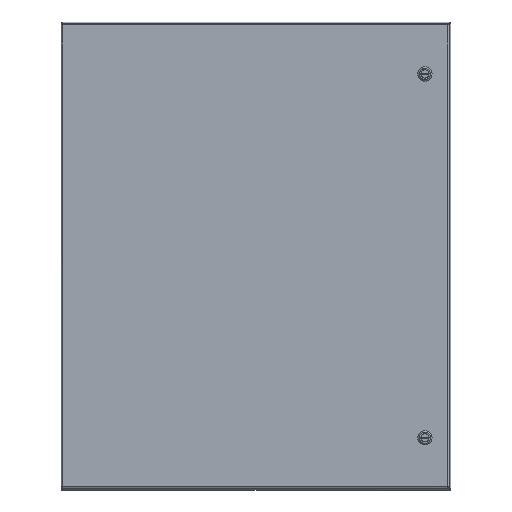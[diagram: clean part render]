
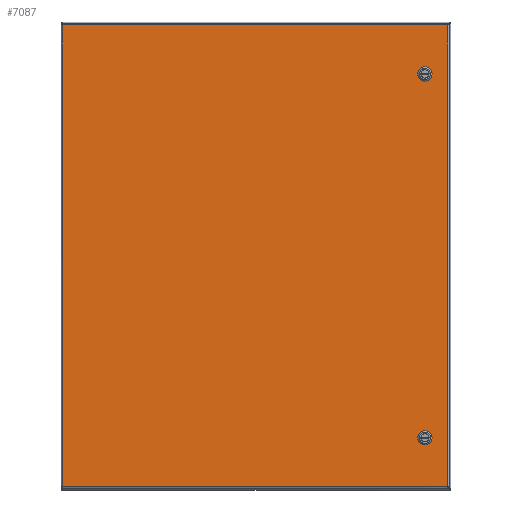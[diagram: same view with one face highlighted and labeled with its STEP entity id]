
A CAD part, top view. The second image highlights one B-rep face of the part: STEP entity #7087.
In plain terms, the highlighted face is planar.
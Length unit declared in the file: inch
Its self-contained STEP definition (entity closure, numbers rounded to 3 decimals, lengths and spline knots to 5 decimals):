
#5012=CARTESIAN_POINT('',(2.08762,4.275,0.0));
#5013=VERTEX_POINT('',#5012);
#5020=CARTESIAN_POINT('',(2.275,4.08762,0.0));
#5021=VERTEX_POINT('',#5020);
#5022=CARTESIAN_POINT('',(1.875,3.875,0.0));
#5023=DIRECTION('',(0.0,0.0,1.0));
#5024=DIRECTION('',(-0.469,-0.883,0.0));
#5025=AXIS2_PLACEMENT_3D('',#5022,#5023,#5024);
#5026=CIRCLE('',#5025,0.453);
#5027=EDGE_CURVE('',#5021,#5013,#5026,.T.);
#5052=CARTESIAN_POINT('',(2.275,3.66238,0.0));
#5053=VERTEX_POINT('',#5052);
#5054=CARTESIAN_POINT('',(2.275,3.66238,0.0));
#5055=DIRECTION('',(0.0,1.0,0.0));
#5056=VECTOR('',#5055,0.42525);
#5057=LINE('',#5054,#5056);
#5058=EDGE_CURVE('',#5053,#5021,#5057,.T.);
#5084=CARTESIAN_POINT('',(2.08762,3.475,0.0));
#5085=VERTEX_POINT('',#5084);
#5086=CARTESIAN_POINT('',(1.875,3.875,0.0));
#5087=DIRECTION('',(0.0,0.0,1.0));
#5088=DIRECTION('',(-0.883,0.469,0.0));
#5089=AXIS2_PLACEMENT_3D('',#5086,#5087,#5088);
#5090=CIRCLE('',#5089,0.453);
#5091=EDGE_CURVE('',#5085,#5053,#5090,.T.);
#5116=CARTESIAN_POINT('',(1.66238,3.475,0.0));
#5117=VERTEX_POINT('',#5116);
#5118=CARTESIAN_POINT('',(1.66238,3.475,0.0));
#5119=DIRECTION('',(1.0,0.0,0.0));
#5120=VECTOR('',#5119,0.42525);
#5121=LINE('',#5118,#5120);
#5122=EDGE_CURVE('',#5117,#5085,#5121,.T.);
#5148=CARTESIAN_POINT('',(1.475,3.66238,0.0));
#5149=VERTEX_POINT('',#5148);
#5150=CARTESIAN_POINT('',(1.875,3.875,0.0));
#5151=DIRECTION('',(0.0,0.0,1.0));
#5152=DIRECTION('',(0.469,0.883,0.0));
#5153=AXIS2_PLACEMENT_3D('',#5150,#5151,#5152);
#5154=CIRCLE('',#5153,0.453);
#5155=EDGE_CURVE('',#5149,#5117,#5154,.T.);
#5180=CARTESIAN_POINT('',(1.475,4.08762,0.0));
#5181=VERTEX_POINT('',#5180);
#5182=CARTESIAN_POINT('',(1.475,4.08762,0.0));
#5183=DIRECTION('',(0.0,-1.0,0.0));
#5184=VECTOR('',#5183,0.42525);
#5185=LINE('',#5182,#5184);
#5186=EDGE_CURVE('',#5181,#5149,#5185,.T.);
#5212=CARTESIAN_POINT('',(1.66238,4.275,0.0));
#5213=VERTEX_POINT('',#5212);
#5214=CARTESIAN_POINT('',(1.875,3.875,0.0));
#5215=DIRECTION('',(0.0,0.0,1.0));
#5216=DIRECTION('',(0.883,-0.469,0.0));
#5217=AXIS2_PLACEMENT_3D('',#5214,#5215,#5216);
#5218=CIRCLE('',#5217,0.453);
#5219=EDGE_CURVE('',#5213,#5181,#5218,.T.);
#5242=CARTESIAN_POINT('',(2.08762,4.275,0.0));
#5243=DIRECTION('',(-1.0,0.0,0.0));
#5244=VECTOR('',#5243,0.42525);
#5245=LINE('',#5242,#5244);
#5246=EDGE_CURVE('',#5013,#5213,#5245,.T.);
#5268=CARTESIAN_POINT('',(2.08762,32.275,0.0));
#5269=VERTEX_POINT('',#5268);
#5276=CARTESIAN_POINT('',(2.275,32.08762,0.0));
#5277=VERTEX_POINT('',#5276);
#5278=CARTESIAN_POINT('',(1.875,31.875,0.0));
#5279=DIRECTION('',(0.0,0.0,1.0));
#5280=DIRECTION('',(-0.469,-0.883,0.0));
#5281=AXIS2_PLACEMENT_3D('',#5278,#5279,#5280);
#5282=CIRCLE('',#5281,0.453);
#5283=EDGE_CURVE('',#5277,#5269,#5282,.T.);
#5308=CARTESIAN_POINT('',(2.275,31.66238,0.0));
#5309=VERTEX_POINT('',#5308);
#5310=CARTESIAN_POINT('',(2.275,31.66238,0.0));
#5311=DIRECTION('',(0.0,1.0,0.0));
#5312=VECTOR('',#5311,0.42525);
#5313=LINE('',#5310,#5312);
#5314=EDGE_CURVE('',#5309,#5277,#5313,.T.);
#5340=CARTESIAN_POINT('',(2.08762,31.475,0.0));
#5341=VERTEX_POINT('',#5340);
#5342=CARTESIAN_POINT('',(1.875,31.875,0.0));
#5343=DIRECTION('',(0.0,0.0,1.0));
#5344=DIRECTION('',(-0.883,0.469,0.0));
#5345=AXIS2_PLACEMENT_3D('',#5342,#5343,#5344);
#5346=CIRCLE('',#5345,0.453);
#5347=EDGE_CURVE('',#5341,#5309,#5346,.T.);
#5372=CARTESIAN_POINT('',(1.66238,31.475,0.0));
#5373=VERTEX_POINT('',#5372);
#5374=CARTESIAN_POINT('',(1.66238,31.475,0.0));
#5375=DIRECTION('',(1.0,0.0,0.0));
#5376=VECTOR('',#5375,0.42525);
#5377=LINE('',#5374,#5376);
#5378=EDGE_CURVE('',#5373,#5341,#5377,.T.);
#5404=CARTESIAN_POINT('',(1.475,31.66238,0.0));
#5405=VERTEX_POINT('',#5404);
#5406=CARTESIAN_POINT('',(1.875,31.875,0.0));
#5407=DIRECTION('',(0.0,0.0,1.0));
#5408=DIRECTION('',(0.469,0.883,0.0));
#5409=AXIS2_PLACEMENT_3D('',#5406,#5407,#5408);
#5410=CIRCLE('',#5409,0.453);
#5411=EDGE_CURVE('',#5405,#5373,#5410,.T.);
#5436=CARTESIAN_POINT('',(1.475,32.08762,0.0));
#5437=VERTEX_POINT('',#5436);
#5438=CARTESIAN_POINT('',(1.475,32.08762,0.0));
#5439=DIRECTION('',(0.0,-1.0,0.0));
#5440=VECTOR('',#5439,0.42525);
#5441=LINE('',#5438,#5440);
#5442=EDGE_CURVE('',#5437,#5405,#5441,.T.);
#5468=CARTESIAN_POINT('',(1.66238,32.275,0.0));
#5469=VERTEX_POINT('',#5468);
#5470=CARTESIAN_POINT('',(1.875,31.875,0.0));
#5471=DIRECTION('',(0.0,0.0,1.0));
#5472=DIRECTION('',(0.883,-0.469,0.0));
#5473=AXIS2_PLACEMENT_3D('',#5470,#5471,#5472);
#5474=CIRCLE('',#5473,0.453);
#5475=EDGE_CURVE('',#5469,#5437,#5474,.T.);
#5498=CARTESIAN_POINT('',(2.08762,32.275,0.0));
#5499=DIRECTION('',(-1.0,0.0,0.0));
#5500=VECTOR('',#5499,0.42525);
#5501=LINE('',#5498,#5500);
#5502=EDGE_CURVE('',#5269,#5469,#5501,.T.);
#6085=CARTESIAN_POINT('',(29.76975,0.10525,0.));
#6086=VERTEX_POINT('',#6085);
#6097=CARTESIAN_POINT('',(29.76975,35.64475,0.));
#6098=VERTEX_POINT('',#6097);
#6099=CARTESIAN_POINT('',(29.76975,35.64475,0.0));
#6100=DIRECTION('',(0.0,-1.0,0.0));
#6101=VECTOR('',#6100,35.5395);
#6102=LINE('',#6099,#6101);
#6103=EDGE_CURVE('',#6098,#6086,#6102,.T.);
#6255=CARTESIAN_POINT('',(0.10525,0.10525,0.));
#6256=VERTEX_POINT('',#6255);
#6267=CARTESIAN_POINT('',(29.76975,0.10525,0.0));
#6268=DIRECTION('',(-1.0,0.0,0.0));
#6269=VECTOR('',#6268,29.6645);
#6270=LINE('',#6267,#6269);
#6271=EDGE_CURVE('',#6086,#6256,#6270,.T.);
#6532=CARTESIAN_POINT('',(0.10525,35.64475,0.));
#6533=VERTEX_POINT('',#6532);
#6544=CARTESIAN_POINT('',(0.10525,0.10525,0.0));
#6545=DIRECTION('',(0.0,1.0,0.0));
#6546=VECTOR('',#6545,35.5395);
#6547=LINE('',#6544,#6546);
#6548=EDGE_CURVE('',#6256,#6533,#6547,.T.);
#6813=CARTESIAN_POINT('',(0.10525,35.64475,0.0));
#6814=DIRECTION('',(1.0,0.0,0.0));
#6815=VECTOR('',#6814,29.6645);
#6816=LINE('',#6813,#6815);
#6817=EDGE_CURVE('',#6533,#6098,#6816,.T.);
#7056=CARTESIAN_POINT('',(14.9375,17.875,0.0));
#7057=DIRECTION('',(0.0,0.0,1.0));
#7058=DIRECTION('',(1.0,0.0,0.0));
#7059=AXIS2_PLACEMENT_3D('',#7056,#7057,#7058);
#7060=PLANE('',#7059);
#7061=ORIENTED_EDGE('',*,*,#6103,.T.);
#7062=ORIENTED_EDGE('',*,*,#6271,.T.);
#7063=ORIENTED_EDGE('',*,*,#6548,.T.);
#7064=ORIENTED_EDGE('',*,*,#6817,.T.);
#7065=EDGE_LOOP('',(#7061,#7062,#7063,#7064));
#7066=FACE_OUTER_BOUND('',#7065,.T.);
#7067=ORIENTED_EDGE('',*,*,#5027,.T.);
#7068=ORIENTED_EDGE('',*,*,#5246,.T.);
#7069=ORIENTED_EDGE('',*,*,#5219,.T.);
#7070=ORIENTED_EDGE('',*,*,#5186,.T.);
#7071=ORIENTED_EDGE('',*,*,#5155,.T.);
#7072=ORIENTED_EDGE('',*,*,#5122,.T.);
#7073=ORIENTED_EDGE('',*,*,#5091,.T.);
#7074=ORIENTED_EDGE('',*,*,#5058,.T.);
#7075=EDGE_LOOP('',(#7067,#7068,#7069,#7070,#7071,#7072,#7073,#7074));
#7076=FACE_BOUND('',#7075,.T.);
#7077=ORIENTED_EDGE('',*,*,#5283,.T.);
#7078=ORIENTED_EDGE('',*,*,#5502,.T.);
#7079=ORIENTED_EDGE('',*,*,#5475,.T.);
#7080=ORIENTED_EDGE('',*,*,#5442,.T.);
#7081=ORIENTED_EDGE('',*,*,#5411,.T.);
#7082=ORIENTED_EDGE('',*,*,#5378,.T.);
#7083=ORIENTED_EDGE('',*,*,#5347,.T.);
#7084=ORIENTED_EDGE('',*,*,#5314,.T.);
#7085=EDGE_LOOP('',(#7077,#7078,#7079,#7080,#7081,#7082,#7083,#7084));
#7086=FACE_BOUND('',#7085,.T.);
#7087=ADVANCED_FACE('',(#7066,#7076,#7086),#7060,.F.);
